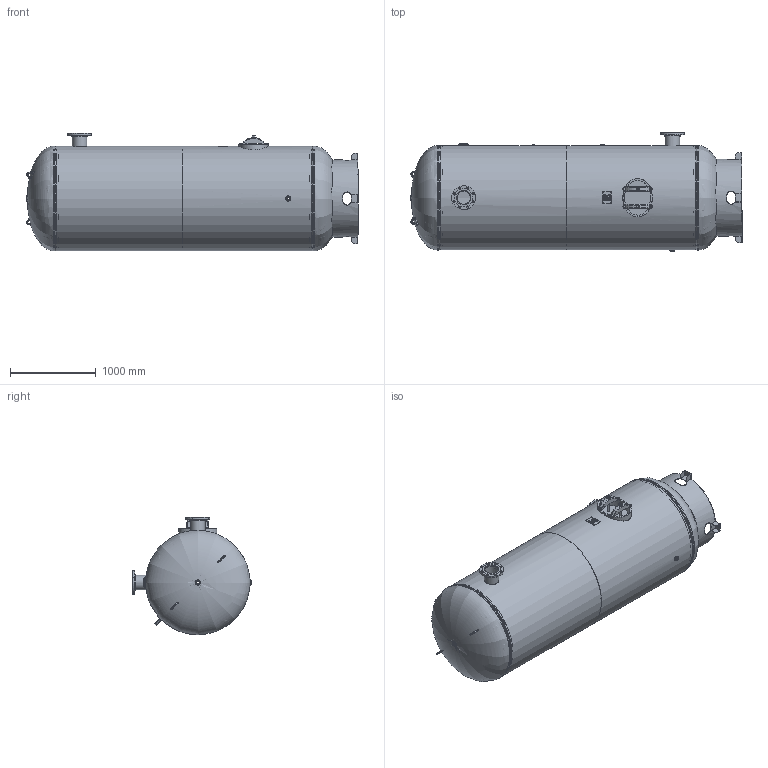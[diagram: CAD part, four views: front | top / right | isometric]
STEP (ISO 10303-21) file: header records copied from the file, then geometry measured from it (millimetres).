
FILE_DESCRIPTION(/* description */ ('48 X 144 155# VERT ASME STOCK 1060 GAL W/6" IN/OUTLET'),/* implementation_level */ '2;1');
FILE_NAME(/* name */ 'SPVG_A10132.stp',/* time_stamp */ '2021-05-13T08:52:28-05:00',/* author */ ('kim.thoune'),/* organization */ (''),/* preprocessor_version */ 'ST-DEVELOPER v17.2',/* originating_system */ 'Autodesk Inventor 2019',/* authorisation */ '');
FILE_SCHEMA (('CONFIG_CONTROL_DESIGN'));
Length unit declared in the file: inch
Products named in the file (21): A10132; 37-3018; 37-3019; A10132-3HD; 910-629-3; A10132-4HD; 910-629-3_1; S102154; 45-596; S102154-2; 46-9163; F103001; F101000; F100250; 67-8548; 64-784; S102114; S102114-1MAR; S102021; 60-140; 64-053
Assembly tree (29 placements, depth 3):
  A10132
    37-3018
    37-3019
    A10132-3HD
      910-629-3
    A10132-4HD
      910-629-3_1
    S102154  x2
      45-596
      S102154-2
    46-9163
    F103001
    F101000  x4
    F100250
    67-8548  x2
    64-784  x2
    S102114
      S102114-1MAR
      S102021  x4
    60-140
      64-053
Bounding box: 3877.11 x 1387.4 x 1371.6 mm (x, y, z)
Volume: 106146860.1 mm3; surface area: 33077504.6 mm2
Topology: 28 solids, 28 shells, 740 faces, 1958 edges, 1306 vertices
Faces by surface type: plane 371, cylinder 215, bspline 77, torus 68, cone 9
Full cylindrical faces by diameter (mm): 6.35 x4, 11.455 x1, 12.7 x2, 22.225 x20, 23.019 x2, 26.987 x1, 30.302 x4, 43.256 x4, 44.45 x4, 46.037 x4, 60.325 x4, 82.55 x1, 96.837 x1, 98.425 x1, 107.95 x1, 154.051 x2, 168.275 x2, 170.688 x2, 171.45 x2, 192.1 x2, 215.9 x2, 279.4 x2, 892.2 x1, 901.7 x1, 1192.022 x2, 1205.484 x4, 1205.738 x2, 1218.184 x2, 1219.2 x2
Entity records: 24101 total; most frequent: CARTESIAN_POINT 9194, ORIENTED_EDGE 2994, DIRECTION 2801, EDGE_CURVE 1497, AXIS2_PLACEMENT_3D 1032, VERTEX_POINT 1000, LINE 737, VECTOR 737
